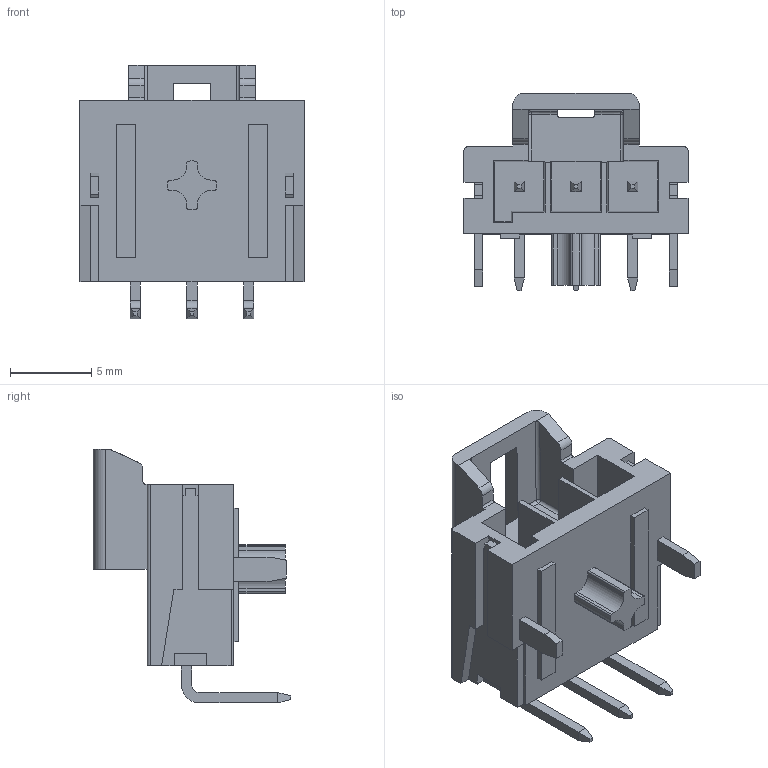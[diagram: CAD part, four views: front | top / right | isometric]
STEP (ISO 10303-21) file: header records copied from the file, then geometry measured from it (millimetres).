
FILE_DESCRIPTION((''),'2;1');
FILE_NAME('1723103103','2021-05-05T',('gga'),(''),'PRO/ENGINEER BY PARAMETRIC TECHNOLOGY CORPORATION, 2016010','PRO/ENGINEER BY PARAMETRIC TECHNOLOGY CORPORATION, 2016010','');
FILE_SCHEMA(('CONFIG_CONTROL_DESIGN'));
Length unit declared in the file: millimetre
Products named in the file (1): 1723103103
Bounding box: 13.8 x 12.16 x 15.63 mm (x, y, z)
Volume: 658.3 mm3; surface area: 1288.5 mm2
Topology: 1 solids, 1 shells, 217 faces, 592 edges, 386 vertices
Faces by surface type: plane 177, cylinder 38, sphere 2
Entity records: 6821 total; most frequent: CARTESIAN_POINT 1240, ORIENTED_EDGE 1168, DIRECTION 1096, EDGE_CURVE 584, VECTOR 508, LINE 508, VERTEX_POINT 378, AXIS2_PLACEMENT_3D 294
